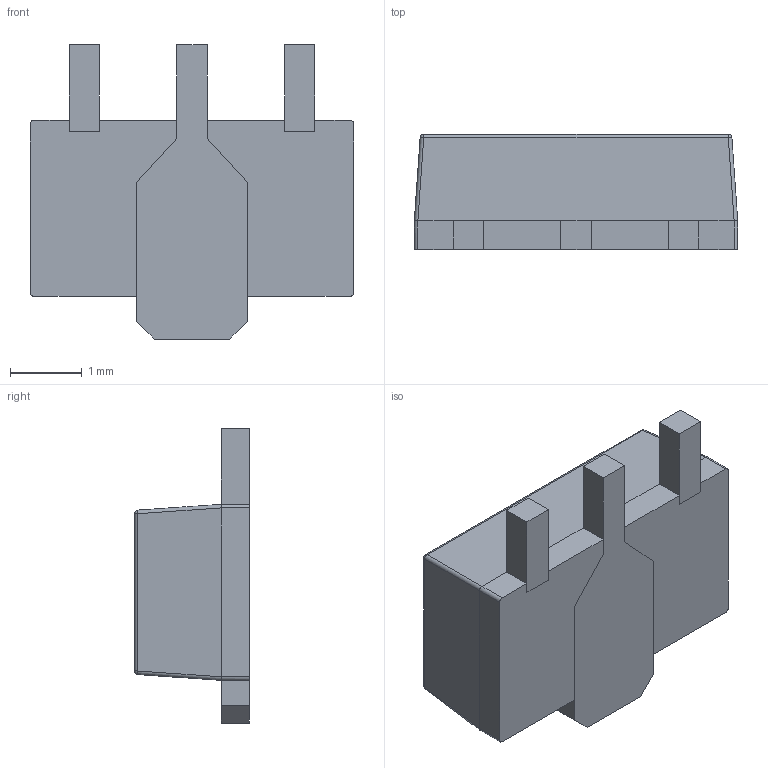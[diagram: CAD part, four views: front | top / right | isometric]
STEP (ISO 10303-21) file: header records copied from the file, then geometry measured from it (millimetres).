
FILE_DESCRIPTION (( 'STEP AP214' ), '1' );
FILE_NAME ('78L05.STEP', '2023-02-02T01:02:44', ( '' ), ( '' ), 'SwSTEP 2.0', 'SolidWorks 2021', '' );
FILE_SCHEMA (( 'AUTOMOTIVE_DESIGN' ));
Length unit declared in the file: millimetre
Products named in the file (1): 78L05
Bounding box: 4.5 x 1.6 x 4.09 mm (x, y, z)
Volume: 17.8 mm3; surface area: 61.6 mm2
Topology: 4 solids, 4 shells, 70 faces, 170 edges, 104 vertices
Faces by surface type: plane 54, cylinder 12, sphere 4
Entity records: 2027 total; most frequent: CARTESIAN_POINT 353, ORIENTED_EDGE 332, DIRECTION 320, EDGE_CURVE 166, LINE 146, VECTOR 146, VERTEX_POINT 104, AXIS2_PLACEMENT_3D 87
